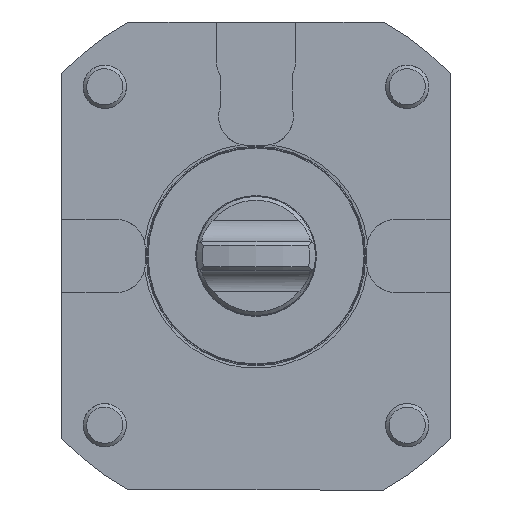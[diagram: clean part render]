
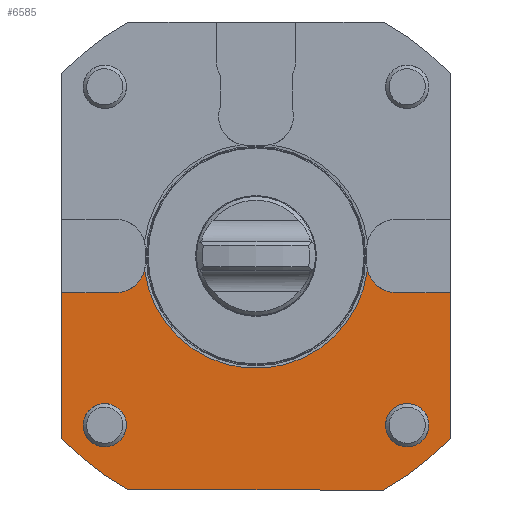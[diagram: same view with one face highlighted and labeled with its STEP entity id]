
A CAD part, front view. The second image highlights one B-rep face of the part: STEP entity #6585.
In plain terms, the highlighted planar face has unit normal (0, -1, 0).
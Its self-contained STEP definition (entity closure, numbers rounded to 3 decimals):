
#6 = VECTOR ( 'NONE', #3183, 1000. ) ;
#20 = EDGE_LOOP ( 'NONE', ( #16860, #5637, #9592, #8613, #5050, #90, #17781, #20680, #11871, #5075 ) ) ;
#90 = ORIENTED_EDGE ( 'NONE', *, *, #9469, .F. ) ;
#145 = VERTEX_POINT ( 'NONE', #5704 ) ;
#173 = DIRECTION ( 'NONE',  ( 1., 0., 0. ) ) ;
#456 = CARTESIAN_POINT ( 'NONE',  ( -42., 0., -47. ) ) ;
#601 = EDGE_CURVE ( 'NONE', #18197, #17997, #15797, .T. ) ;
#869 = EDGE_CURVE ( 'NONE', #18196, #14325, #14074, .T. ) ;
#947 = VERTEX_POINT ( 'NONE', #11018 ) ;
#1615 = CARTESIAN_POINT ( 'NONE',  ( 54., 0., 0. ) ) ;
#1635 = EDGE_LOOP ( 'NONE', ( #6760 ) ) ;
#1690 = CARTESIAN_POINT ( 'NONE',  ( 0., 0., 0. ) ) ;
#1833 = CARTESIAN_POINT ( 'NONE',  ( -38.75, 0., -2.15 ) ) ;
#1834 = FACE_BOUND ( 'NONE', #12639, .T. ) ;
#2097 = AXIS2_PLACEMENT_3D ( 'NONE', #8505, #5172, #5810 ) ;
#3183 = DIRECTION ( 'NONE',  ( -1., 0., 0. ) ) ;
#3259 = VECTOR ( 'NONE', #7906, 1000. ) ;
#3264 = CARTESIAN_POINT ( 'NONE',  ( 38.75, 0., -2.15 ) ) ;
#3282 = EDGE_CURVE ( 'NONE', #3968, #7414, #17613, .T. ) ;
#3314 = LINE ( 'NONE', #15009, #19292 ) ;
#3794 = DIRECTION ( 'NONE',  ( 0., -1., 0. ) ) ;
#3834 = CIRCLE ( 'NONE', #2097, 6. ) ;
#3902 = CARTESIAN_POINT ( 'NONE',  ( 0., 0., 0. ) ) ;
#3968 = VERTEX_POINT ( 'NONE', #19962 ) ;
#4042 = AXIS2_PLACEMENT_3D ( 'NONE', #3902, #3794, #10357 ) ;
#4343 = VERTEX_POINT ( 'NONE', #19246 ) ;
#4428 = AXIS2_PLACEMENT_3D ( 'NONE', #1690, #15124, #6771 ) ;
#4457 = EDGE_CURVE ( 'NONE', #10807, #947, #8227, .T. ) ;
#4467 = VERTEX_POINT ( 'NONE', #9447 ) ;
#5050 = ORIENTED_EDGE ( 'NONE', *, *, #20001, .T. ) ;
#5075 = ORIENTED_EDGE ( 'NONE', *, *, #3282, .T. ) ;
#5132 = CARTESIAN_POINT ( 'NONE',  ( -54., 0., 0. ) ) ;
#5172 = DIRECTION ( 'NONE',  ( 0., -1., 0. ) ) ;
#5637 = ORIENTED_EDGE ( 'NONE', *, *, #4457, .T. ) ;
#5704 = CARTESIAN_POINT ( 'NONE',  ( -54., 0., -10.15 ) ) ;
#5810 = DIRECTION ( 'NONE',  ( 1., 0., 0. ) ) ;
#6023 = ORIENTED_EDGE ( 'NONE', *, *, #20769, .F. ) ;
#6292 = CIRCLE ( 'NONE', #18447, 6. ) ;
#6585 = ADVANCED_FACE ( 'Defeature completata1_4', ( #13295, #1834, #15043 ), #18298, .T. ) ;
#6615 = LINE ( 'NONE', #19769, #3259 ) ;
#6714 = DIRECTION ( 'NONE',  ( 0., 0., 1. ) ) ;
#6760 = ORIENTED_EDGE ( 'NONE', *, *, #14789, .F. ) ;
#6771 = DIRECTION ( 'NONE',  ( 0., 0., 1. ) ) ;
#7414 = VERTEX_POINT ( 'NONE', #8732 ) ;
#7879 = CARTESIAN_POINT ( 'NONE',  ( 30.951, 0., -3.933 ) ) ;
#7906 = DIRECTION ( 'NONE',  ( 1., 0., 0. ) ) ;
#7999 = CARTESIAN_POINT ( 'NONE',  ( 54., 0., -10.15 ) ) ;
#8077 = DIRECTION ( 'NONE',  ( 0., 0., 1. ) ) ;
#8193 = DIRECTION ( 'NONE',  ( 0., 0., 1. ) ) ;
#8227 = LINE ( 'NONE', #12109, #6 ) ;
#8370 = LINE ( 'NONE', #5132, #15110 ) ;
#8497 = CARTESIAN_POINT ( 'NONE',  ( 0., 0., 0. ) ) ;
#8505 = CARTESIAN_POINT ( 'NONE',  ( 42., 0., -47. ) ) ;
#8613 = ORIENTED_EDGE ( 'NONE', *, *, #601, .F. ) ;
#8732 = CARTESIAN_POINT ( 'NONE',  ( 54., 0., -50.596 ) ) ;
#9447 = CARTESIAN_POINT ( 'NONE',  ( 48., 0., -47. ) ) ;
#9469 = EDGE_CURVE ( 'NONE', #145, #4343, #6615, .T. ) ;
#9592 = ORIENTED_EDGE ( 'NONE', *, *, #13357, .F. ) ;
#9718 = CARTESIAN_POINT ( 'NONE',  ( -54., 0., -50.596 ) ) ;
#9734 = AXIS2_PLACEMENT_3D ( 'NONE', #8497, #15151, #8077 ) ;
#10288 = EDGE_CURVE ( 'NONE', #14325, #3968, #3314, .T. ) ;
#10357 = DIRECTION ( 'NONE',  ( 0., 0., 1. ) ) ;
#10807 = VERTEX_POINT ( 'NONE', #7999 ) ;
#11018 = CARTESIAN_POINT ( 'NONE',  ( 38.75, 0., -10.15 ) ) ;
#11178 = EDGE_CURVE ( 'NONE', #18196, #145, #8370, .T. ) ;
#11780 = DIRECTION ( 'NONE',  ( 0., 1., 0. ) ) ;
#11871 = ORIENTED_EDGE ( 'NONE', *, *, #10288, .T. ) ;
#12059 = CIRCLE ( 'NONE', #16225, 8. ) ;
#12109 = CARTESIAN_POINT ( 'NONE',  ( 59.893, 0., -10.15 ) ) ;
#12236 = DIRECTION ( 'NONE',  ( 0., -1., 0. ) ) ;
#12484 = CIRCLE ( 'NONE', #19098, 8. ) ;
#12639 = EDGE_LOOP ( 'NONE', ( #6023 ) ) ;
#13295 = FACE_BOUND ( 'NONE', #1635, .T. ) ;
#13357 = EDGE_CURVE ( 'NONE', #17997, #947, #12059, .T. ) ;
#13421 = CARTESIAN_POINT ( 'NONE',  ( -35.369, 0., -65. ) ) ;
#14074 = CIRCLE ( 'NONE', #4042, 74. ) ;
#14325 = VERTEX_POINT ( 'NONE', #13421 ) ;
#14653 = EDGE_CURVE ( 'NONE', #7414, #10807, #16466, .T. ) ;
#14676 = CARTESIAN_POINT ( 'NONE',  ( -36., 0., -47. ) ) ;
#14789 = EDGE_CURVE ( 'NONE', #4467, #4467, #3834, .T. ) ;
#14875 = VERTEX_POINT ( 'NONE', #14676 ) ;
#15009 = CARTESIAN_POINT ( 'NONE',  ( 0., 0., -65. ) ) ;
#15043 = FACE_OUTER_BOUND ( 'NONE', #20, .T. ) ;
#15110 = VECTOR ( 'NONE', #18375, 1000. ) ;
#15124 = DIRECTION ( 'NONE',  ( 0., -1., 0. ) ) ;
#15151 = DIRECTION ( 'NONE',  ( 0., -1., 0. ) ) ;
#15797 = CIRCLE ( 'NONE', #21041, 31.2 ) ;
#16225 = AXIS2_PLACEMENT_3D ( 'NONE', #3264, #19981, #6714 ) ;
#16361 = CARTESIAN_POINT ( 'NONE',  ( -30.951, 0., -3.933 ) ) ;
#16466 = LINE ( 'NONE', #1615, #20134 ) ;
#16860 = ORIENTED_EDGE ( 'NONE', *, *, #14653, .T. ) ;
#16939 = DIRECTION ( 'NONE',  ( 0., -1., 0. ) ) ;
#17613 = CIRCLE ( 'NONE', #4428, 74. ) ;
#17781 = ORIENTED_EDGE ( 'NONE', *, *, #11178, .F. ) ;
#17997 = VERTEX_POINT ( 'NONE', #7879 ) ;
#18196 = VERTEX_POINT ( 'NONE', #9718 ) ;
#18197 = VERTEX_POINT ( 'NONE', #16361 ) ;
#18298 = PLANE ( 'NONE',  #9734 ) ;
#18375 = DIRECTION ( 'NONE',  ( 0., 0., 1. ) ) ;
#18447 = AXIS2_PLACEMENT_3D ( 'NONE', #456, #12236, #20328 ) ;
#18569 = DIRECTION ( 'NONE',  ( 0., 0., 1. ) ) ;
#19098 = AXIS2_PLACEMENT_3D ( 'NONE', #1833, #11780, #20296 ) ;
#19246 = CARTESIAN_POINT ( 'NONE',  ( -38.75, 0., -10.15 ) ) ;
#19292 = VECTOR ( 'NONE', #173, 1000. ) ;
#19769 = CARTESIAN_POINT ( 'NONE',  ( -59.893, 0., -10.15 ) ) ;
#19962 = CARTESIAN_POINT ( 'NONE',  ( 35.369, 0., -65. ) ) ;
#19981 = DIRECTION ( 'NONE',  ( 0., -1., 0. ) ) ;
#20001 = EDGE_CURVE ( 'NONE', #18197, #4343, #12484, .T. ) ;
#20134 = VECTOR ( 'NONE', #8193, 1000. ) ;
#20239 = CARTESIAN_POINT ( 'NONE',  ( 0., 0., 0. ) ) ;
#20296 = DIRECTION ( 'NONE',  ( 0., 0., -1. ) ) ;
#20328 = DIRECTION ( 'NONE',  ( 1., 0., 0. ) ) ;
#20680 = ORIENTED_EDGE ( 'NONE', *, *, #869, .T. ) ;
#20769 = EDGE_CURVE ( 'NONE', #14875, #14875, #6292, .T. ) ;
#21041 = AXIS2_PLACEMENT_3D ( 'NONE', #20239, #16939, #18569 ) ;
